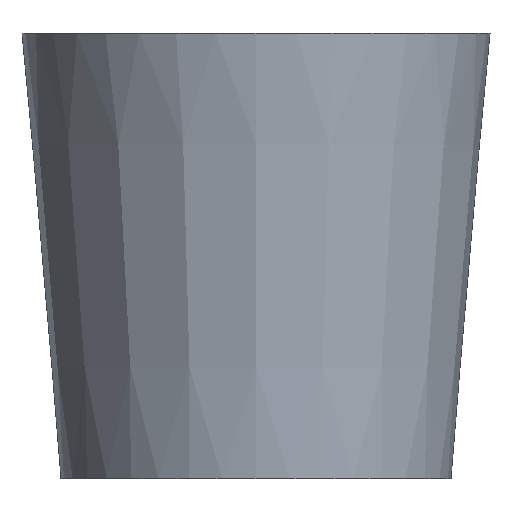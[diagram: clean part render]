
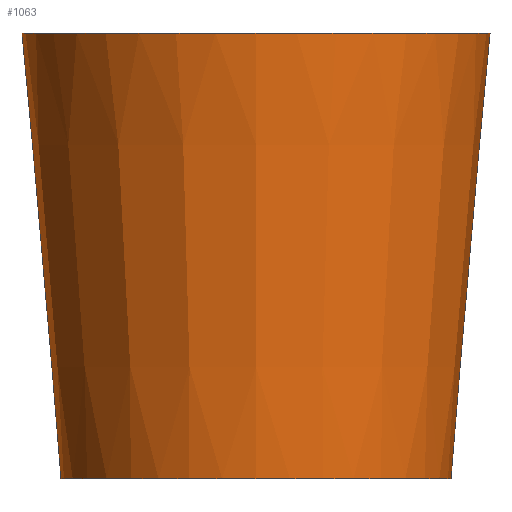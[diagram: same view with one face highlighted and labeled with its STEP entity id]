
A CAD part, left-side view. The second image highlights one B-rep face of the part: STEP entity #1063.
In plain terms, the highlighted conical face has half-angle 5 degrees and reference radius 87.5 mm.
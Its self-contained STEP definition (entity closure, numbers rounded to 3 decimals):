
#167=CONICAL_SURFACE('',#1146,87.5,0.087);
#178=FACE_OUTER_BOUND('',#239,.T.);
#239=EDGE_LOOP('',(#767,#768,#769,#770));
#356=LINE('',#1507,#416);
#416=VECTOR('',#1264,87.5);
#469=CIRCLE('',#1147,104.998);
#470=CIRCLE('',#1148,87.5);
#504=VERTEX_POINT('',#1504);
#505=VERTEX_POINT('',#1506);
#607=EDGE_CURVE('',#504,#504,#469,.T.);
#608=EDGE_CURVE('',#504,#505,#356,.T.);
#609=EDGE_CURVE('',#505,#505,#470,.T.);
#767=ORIENTED_EDGE('',*,*,#607,.T.);
#768=ORIENTED_EDGE('',*,*,#608,.T.);
#769=ORIENTED_EDGE('',*,*,#609,.T.);
#770=ORIENTED_EDGE('',*,*,#608,.F.);
#1063=ADVANCED_FACE('',(#178),#167,.T.);
#1146=AXIS2_PLACEMENT_3D('',#1503,#1260,#1261);
#1147=AXIS2_PLACEMENT_3D('',#1505,#1262,#1263);
#1148=AXIS2_PLACEMENT_3D('',#1508,#1265,#1266);
#1260=DIRECTION('center_axis',(0.,0.,1.));
#1261=DIRECTION('ref_axis',(1.,0.,0.));
#1262=DIRECTION('center_axis',(0.,0.,-1.));
#1263=DIRECTION('ref_axis',(1.,0.,0.));
#1264=DIRECTION('',(0.087,0.,-0.996));
#1265=DIRECTION('center_axis',(0.,0.,1.));
#1266=DIRECTION('ref_axis',(1.,0.,0.));
#1503=CARTESIAN_POINT('Origin',(0.,0.,0.));
#1504=CARTESIAN_POINT('',(-104.998,0.,200.));
#1505=CARTESIAN_POINT('Origin',(0.,0.,200.));
#1506=CARTESIAN_POINT('',(-87.5,0.,0.));
#1507=CARTESIAN_POINT('',(-87.5,0.,0.));
#1508=CARTESIAN_POINT('Origin',(0.,0.,0.));
